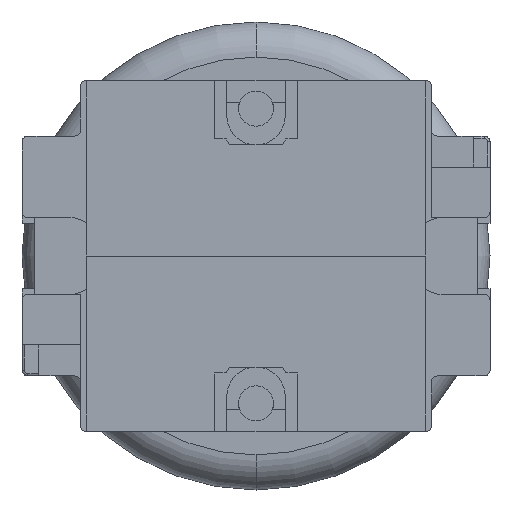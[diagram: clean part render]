
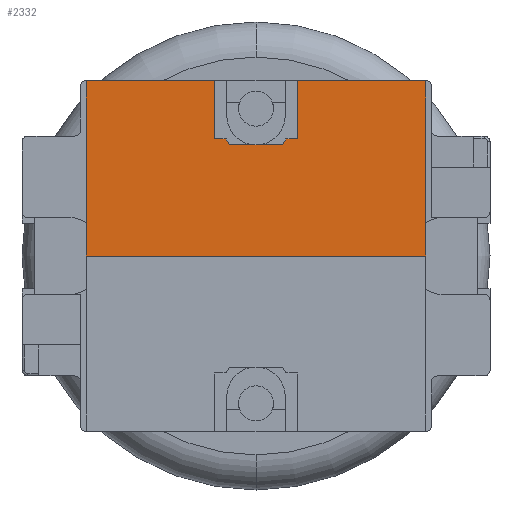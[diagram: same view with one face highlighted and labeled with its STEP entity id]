
A CAD part, front view. The second image highlights one B-rep face of the part: STEP entity #2332.
In plain terms, the highlighted planar face has unit normal (0, -1, 0).
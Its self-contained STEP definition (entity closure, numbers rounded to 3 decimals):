
#17=DIRECTION('',(1.,0.,0.));
#18=VECTOR('',#17,29.);
#19=CARTESIAN_POINT('',(-14.5,-12.15,0.));
#20=LINE('',#19,#18);
#222=DIRECTION('',(1.,0.,0.));
#223=VECTOR('',#222,10.95);
#224=CARTESIAN_POINT('',(3.55,-12.15,15.));
#225=LINE('',#224,#223);
#254=DIRECTION('',(1.,0.,0.));
#255=VECTOR('',#254,10.95);
#256=CARTESIAN_POINT('',(-14.5,-12.15,15.));
#257=LINE('',#256,#255);
#611=DIRECTION('',(0.,0.,-1.));
#612=VECTOR('',#611,8.);
#613=CARTESIAN_POINT('',(14.5,-12.15,13.15));
#614=LINE('',#613,#612);
#615=DIRECTION('',(0.,0.,1.));
#616=VECTOR('',#615,5.15);
#617=CARTESIAN_POINT('',(-14.5,-12.15,0.));
#618=LINE('',#617,#616);
#619=DIRECTION('',(0.,0.,-1.));
#620=VECTOR('',#619,8.);
#621=CARTESIAN_POINT('',(-14.5,-12.15,13.15));
#622=LINE('',#621,#620);
#623=DIRECTION('',(0.,0.,1.));
#624=VECTOR('',#623,1.85);
#625=CARTESIAN_POINT('',(-14.5,-12.15,13.15));
#626=LINE('',#625,#624);
#627=DIRECTION('',(0.,0.,-1.));
#628=VECTOR('',#627,5.);
#629=CARTESIAN_POINT('',(-3.55,-12.15,15.));
#630=LINE('',#629,#628);
#631=DIRECTION('',(1.,0.,0.));
#632=VECTOR('',#631,1.);
#633=CARTESIAN_POINT('',(-3.55,-12.15,10.));
#634=LINE('',#633,#632);
#635=DIRECTION('',(0.514,0.,-0.857));
#636=VECTOR('',#635,0.583);
#637=CARTESIAN_POINT('',(-2.55,-12.15,10.));
#638=LINE('',#637,#636);
#639=DIRECTION('',(1.,0.,0.));
#640=VECTOR('',#639,4.5);
#641=CARTESIAN_POINT('',(-2.25,-12.15,9.5));
#642=LINE('',#641,#640);
#643=DIRECTION('',(0.514,0.,0.857));
#644=VECTOR('',#643,0.583);
#645=CARTESIAN_POINT('',(2.25,-12.15,9.5));
#646=LINE('',#645,#644);
#647=DIRECTION('',(1.,0.,0.));
#648=VECTOR('',#647,1.);
#649=CARTESIAN_POINT('',(2.55,-12.15,10.));
#650=LINE('',#649,#648);
#651=DIRECTION('',(0.,0.,-1.));
#652=VECTOR('',#651,5.);
#653=CARTESIAN_POINT('',(3.55,-12.15,15.));
#654=LINE('',#653,#652);
#655=DIRECTION('',(0.,0.,1.));
#656=VECTOR('',#655,1.85);
#657=CARTESIAN_POINT('',(14.5,-12.15,13.15));
#658=LINE('',#657,#656);
#683=DIRECTION('',(0.,0.,1.));
#684=VECTOR('',#683,5.15);
#685=CARTESIAN_POINT('',(14.5,-12.15,0.));
#686=LINE('',#685,#684);
#1194=CARTESIAN_POINT('',(-14.5,-12.15,0.));
#1195=CARTESIAN_POINT('',(14.5,-12.15,0.));
#1196=VERTEX_POINT('',#1194);
#1197=VERTEX_POINT('',#1195);
#1250=CARTESIAN_POINT('',(14.5,-12.15,15.));
#1251=VERTEX_POINT('',#1250);
#1252=CARTESIAN_POINT('',(-14.5,-12.15,15.));
#1253=VERTEX_POINT('',#1252);
#1266=CARTESIAN_POINT('',(-3.55,-12.15,15.));
#1268=VERTEX_POINT('',#1266);
#1270=CARTESIAN_POINT('',(3.55,-12.15,15.));
#1272=VERTEX_POINT('',#1270);
#1274=CARTESIAN_POINT('',(-3.55,-12.15,10.));
#1275=VERTEX_POINT('',#1274);
#1276=CARTESIAN_POINT('',(-2.55,-12.15,10.));
#1277=VERTEX_POINT('',#1276);
#1278=CARTESIAN_POINT('',(-2.25,-12.15,9.5));
#1279=VERTEX_POINT('',#1278);
#1280=CARTESIAN_POINT('',(2.25,-12.15,9.5));
#1281=VERTEX_POINT('',#1280);
#1282=CARTESIAN_POINT('',(2.55,-12.15,10.));
#1283=VERTEX_POINT('',#1282);
#1284=CARTESIAN_POINT('',(3.55,-12.15,10.));
#1285=VERTEX_POINT('',#1284);
#1400=CARTESIAN_POINT('',(14.5,-12.15,13.15));
#1401=CARTESIAN_POINT('',(14.5,-12.15,5.15));
#1402=VERTEX_POINT('',#1400);
#1403=VERTEX_POINT('',#1401);
#1404=CARTESIAN_POINT('',(-14.5,-12.15,13.15));
#1405=CARTESIAN_POINT('',(-14.5,-12.15,5.15));
#1406=VERTEX_POINT('',#1404);
#1407=VERTEX_POINT('',#1405);
#2297=CARTESIAN_POINT('',(-14.5,-12.15,0.));
#2298=DIRECTION('',(0.,-1.,0.));
#2299=DIRECTION('',(1.,0.,0.));
#2300=AXIS2_PLACEMENT_3D('',#2297,#2298,#2299);
#2301=PLANE('',#2300);
#2302=ORIENTED_EDGE('',*,*,#2288,.T.);
#2304=ORIENTED_EDGE('',*,*,#2303,.F.);
#2305=ORIENTED_EDGE('',*,*,#1581,.F.);
#2307=ORIENTED_EDGE('',*,*,#2306,.T.);
#2309=ORIENTED_EDGE('',*,*,#2308,.F.);
#2311=ORIENTED_EDGE('',*,*,#2310,.T.);
#2312=ORIENTED_EDGE('',*,*,#1723,.T.);
#2314=ORIENTED_EDGE('',*,*,#2313,.T.);
#2316=ORIENTED_EDGE('',*,*,#2315,.T.);
#2318=ORIENTED_EDGE('',*,*,#2317,.T.);
#2320=ORIENTED_EDGE('',*,*,#2319,.T.);
#2322=ORIENTED_EDGE('',*,*,#2321,.T.);
#2324=ORIENTED_EDGE('',*,*,#2323,.T.);
#2326=ORIENTED_EDGE('',*,*,#2325,.F.);
#2327=ORIENTED_EDGE('',*,*,#1707,.T.);
#2329=ORIENTED_EDGE('',*,*,#2328,.F.);
#2330=EDGE_LOOP('',(#2302,#2304,#2305,#2307,#2309,#2311,#2312,#2314,#2316,#2318,
#2320,#2322,#2324,#2326,#2327,#2329));
#2331=FACE_OUTER_BOUND('',#2330,.F.);
#2332=ADVANCED_FACE('',(#2331),#2301,.T.);
#1581=EDGE_CURVE('',#1196,#1197,#20,.T.);
#1707=EDGE_CURVE('',#1272,#1251,#225,.T.);
#1723=EDGE_CURVE('',#1253,#1268,#257,.T.);
#2288=EDGE_CURVE('',#1402,#1403,#614,.T.);
#2303=EDGE_CURVE('',#1197,#1403,#686,.T.);
#2306=EDGE_CURVE('',#1196,#1407,#618,.T.);
#2308=EDGE_CURVE('',#1406,#1407,#622,.T.);
#2310=EDGE_CURVE('',#1406,#1253,#626,.T.);
#2313=EDGE_CURVE('',#1268,#1275,#630,.T.);
#2315=EDGE_CURVE('',#1275,#1277,#634,.T.);
#2317=EDGE_CURVE('',#1277,#1279,#638,.T.);
#2319=EDGE_CURVE('',#1279,#1281,#642,.T.);
#2321=EDGE_CURVE('',#1281,#1283,#646,.T.);
#2323=EDGE_CURVE('',#1283,#1285,#650,.T.);
#2325=EDGE_CURVE('',#1272,#1285,#654,.T.);
#2328=EDGE_CURVE('',#1402,#1251,#658,.T.);
